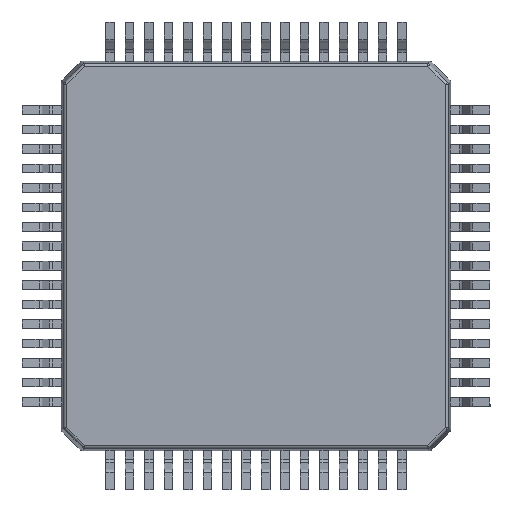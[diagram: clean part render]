
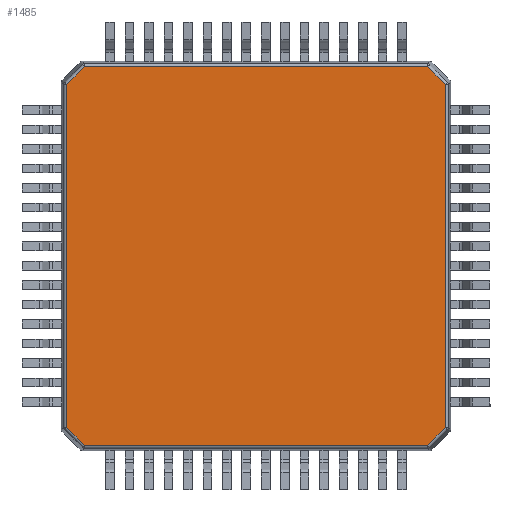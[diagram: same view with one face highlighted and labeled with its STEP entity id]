
A CAD part, front view. The second image highlights one B-rep face of the part: STEP entity #1485.
In plain terms, the highlighted planar face has unit normal (0, -1, 0).
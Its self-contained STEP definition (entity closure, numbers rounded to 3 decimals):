
#1485 = ADVANCED_FACE ( 'NONE', ( #2584 ), #29215, .F. ) ;
#1899 = CARTESIAN_POINT ( 'NONE',  ( 4.407, 0.05, 4.866 ) ) ;
#2125 = LINE ( 'NONE', #11576, #10403 ) ;
#2298 = DIRECTION ( 'NONE',  ( 0.71, 0., 0.704 ) ) ;
#2584 = FACE_OUTER_BOUND ( 'NONE', #14426, .T. ) ;
#2747 = EDGE_CURVE ( 'NONE', #32381, #28971, #28829, .T. ) ;
#4110 = EDGE_CURVE ( 'NONE', #37036, #32381, #4898, .T. ) ;
#4898 = LINE ( 'NONE', #16292, #31402 ) ;
#4965 = DIRECTION ( 'NONE',  ( 1., 0., 0. ) ) ;
#5327 = EDGE_CURVE ( 'NONE', #28971, #42930, #32779, .T. ) ;
#6170 = CARTESIAN_POINT ( 'NONE',  ( -4.866, 0.05, -4.404 ) ) ;
#9001 = EDGE_CURVE ( 'NONE', #22971, #37036, #12977, .T. ) ;
#10044 = EDGE_CURVE ( 'NONE', #42930, #10632, #2125, .T. ) ;
#10403 = VECTOR ( 'NONE', #2298, 1000. ) ;
#10632 = VERTEX_POINT ( 'NONE', #36064 ) ;
#10721 = ORIENTED_EDGE ( 'NONE', *, *, #25916, .T. ) ;
#11576 = CARTESIAN_POINT ( 'NONE',  ( 4.888, 0.05, -4.385 ) ) ;
#12188 = AXIS2_PLACEMENT_3D ( 'NONE', #15951, #16232, #32557 ) ;
#12977 = LINE ( 'NONE', #27740, #40103 ) ;
#13188 = DIRECTION ( 'NONE',  ( 0.704, 0., -0.71 ) ) ;
#13676 = VECTOR ( 'NONE', #38775, 1000. ) ;
#14426 = EDGE_LOOP ( 'NONE', ( #14430, #15712, #28340, #37943, #33527, #31162, #10721, #32015 ) ) ;
#14430 = ORIENTED_EDGE ( 'NONE', *, *, #4110, .T. ) ;
#15712 = ORIENTED_EDGE ( 'NONE', *, *, #2747, .T. ) ;
#15951 = CARTESIAN_POINT ( 'NONE',  ( 0., 0.05, 0. ) ) ;
#16232 = DIRECTION ( 'NONE',  ( 0., 1., 0. ) ) ;
#16292 = CARTESIAN_POINT ( 'NONE',  ( -4.866, 0.05, -4.429 ) ) ;
#16403 = DIRECTION ( 'NONE',  ( -0.704, 0., 0.71 ) ) ;
#17863 = LINE ( 'NONE', #32578, #33503 ) ;
#18393 = CARTESIAN_POINT ( 'NONE',  ( -4.407, 0.05, -4.866 ) ) ;
#18685 = CARTESIAN_POINT ( 'NONE',  ( 4.429, 0.05, -4.866 ) ) ;
#19251 = CARTESIAN_POINT ( 'NONE',  ( 4.404, 0.05, -4.866 ) ) ;
#21058 = DIRECTION ( 'NONE',  ( -0.71, 0., -0.704 ) ) ;
#21805 = VERTEX_POINT ( 'NONE', #34382 ) ;
#21855 = CARTESIAN_POINT ( 'NONE',  ( 4.866, 0.05, 4.429 ) ) ;
#22971 = VERTEX_POINT ( 'NONE', #35136 ) ;
#24681 = CARTESIAN_POINT ( 'NONE',  ( -4.429, 0.05, 4.866 ) ) ;
#25916 = EDGE_CURVE ( 'NONE', #28238, #22971, #36759, .T. ) ;
#26044 = DIRECTION ( 'NONE',  ( 0., 0., -1. ) ) ;
#26735 = EDGE_CURVE ( 'NONE', #21805, #28238, #17863, .T. ) ;
#27740 = CARTESIAN_POINT ( 'NONE',  ( -4.888, 0.05, 4.385 ) ) ;
#28238 = VERTEX_POINT ( 'NONE', #1899 ) ;
#28340 = ORIENTED_EDGE ( 'NONE', *, *, #5327, .T. ) ;
#28411 = VECTOR ( 'NONE', #34883, 1000. ) ;
#28829 = LINE ( 'NONE', #33113, #28880 ) ;
#28880 = VECTOR ( 'NONE', #13188, 1000. ) ;
#28971 = VERTEX_POINT ( 'NONE', #18393 ) ;
#29215 = PLANE ( 'NONE',  #12188 ) ;
#31162 = ORIENTED_EDGE ( 'NONE', *, *, #26735, .T. ) ;
#31402 = VECTOR ( 'NONE', #26044, 1000. ) ;
#32015 = ORIENTED_EDGE ( 'NONE', *, *, #9001, .T. ) ;
#32361 = EDGE_CURVE ( 'NONE', #10632, #21805, #41359, .T. ) ;
#32381 = VERTEX_POINT ( 'NONE', #6170 ) ;
#32557 = DIRECTION ( 'NONE',  ( 0., 0., 1. ) ) ;
#32578 = CARTESIAN_POINT ( 'NONE',  ( 4.385, 0.05, 4.888 ) ) ;
#32779 = LINE ( 'NONE', #18685, #35390 ) ;
#33113 = CARTESIAN_POINT ( 'NONE',  ( -4.385, 0.05, -4.888 ) ) ;
#33334 = CARTESIAN_POINT ( 'NONE',  ( -4.866, 0.05, 4.407 ) ) ;
#33503 = VECTOR ( 'NONE', #16403, 1000. ) ;
#33527 = ORIENTED_EDGE ( 'NONE', *, *, #32361, .T. ) ;
#34382 = CARTESIAN_POINT ( 'NONE',  ( 4.866, 0.05, 4.404 ) ) ;
#34883 = DIRECTION ( 'NONE',  ( -1., 0., 0. ) ) ;
#35136 = CARTESIAN_POINT ( 'NONE',  ( -4.404, 0.05, 4.866 ) ) ;
#35390 = VECTOR ( 'NONE', #4965, 1000. ) ;
#36064 = CARTESIAN_POINT ( 'NONE',  ( 4.866, 0.05, -4.407 ) ) ;
#36759 = LINE ( 'NONE', #24681, #28411 ) ;
#37036 = VERTEX_POINT ( 'NONE', #33334 ) ;
#37943 = ORIENTED_EDGE ( 'NONE', *, *, #10044, .T. ) ;
#38775 = DIRECTION ( 'NONE',  ( 0., 0., 1. ) ) ;
#40103 = VECTOR ( 'NONE', #21058, 1000. ) ;
#41359 = LINE ( 'NONE', #21855, #13676 ) ;
#42930 = VERTEX_POINT ( 'NONE', #19251 ) ;
